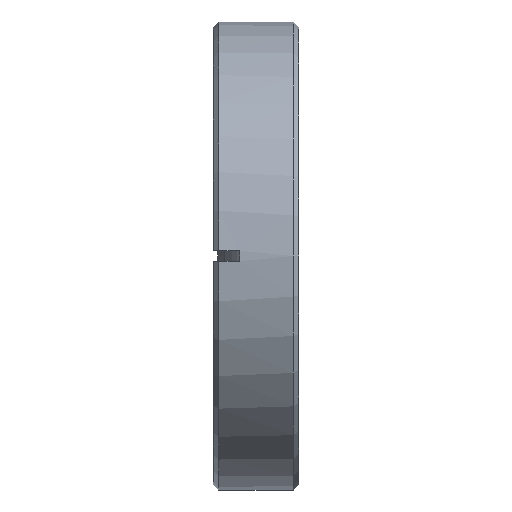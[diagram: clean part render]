
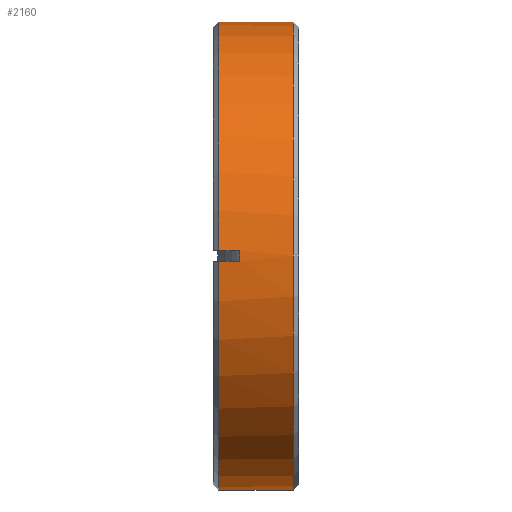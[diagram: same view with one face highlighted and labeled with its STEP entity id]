
A CAD part, left-side view. The second image highlights one B-rep face of the part: STEP entity #2160.
In plain terms, the highlighted cylindrical face has radius 34.925 mm (diameter 69.85 mm), a partial arc.
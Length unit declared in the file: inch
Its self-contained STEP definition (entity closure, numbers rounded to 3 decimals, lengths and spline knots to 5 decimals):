
#7 = VERTEX_POINT ( 'NONE', #500 ) ;
#49 = LINE ( 'NONE', #53, #1857 ) ;
#50 = CARTESIAN_POINT ( 'NONE',  ( 0., -0.68226, 0. ) ) ;
#51 = DIRECTION ( 'NONE',  ( 0., 1., 0. ) ) ;
#52 = DIRECTION ( 'NONE',  ( 0., 0., 1. ) ) ;
#53 = CARTESIAN_POINT ( 'NONE',  ( 0., 0., -1.375 ) ) ;
#54 = DIRECTION ( 'NONE',  ( 0., 1., 0. ) ) ;
#457 = EDGE_LOOP ( 'NONE', ( #2860, #2847, #2854, #2863, #2878, #2856, #2875, #2844 ) ) ;
#500 = CARTESIAN_POINT ( 'NONE',  ( 0., -1.12226, 1.375 ) ) ;
#508 = EDGE_CURVE ( 'NONE', #1388, #7, #1250, .T. ) ;
#509 = EDGE_CURVE ( 'NONE', #1385, #2428, #1257, .T. ) ;
#510 = EDGE_CURVE ( 'NONE', #1385, #2467, #887, .T. ) ;
#511 = EDGE_CURVE ( 'NONE', #1357, #2467, #1266, .T. ) ;
#512 = EDGE_CURVE ( 'NONE', #2496, #1357, #894, .T. ) ;
#547 = EDGE_CURVE ( 'NONE', #7, #2428, #2927, .T. ) ;
#882 = CARTESIAN_POINT ( 'NONE',  ( -1.37512, -0.80564, -0.01035 ) ) ;
#883 = CARTESIAN_POINT ( 'NONE',  ( 0., -1.12226, 0. ) ) ;
#884 = DIRECTION ( 'NONE',  ( 0., 1., 0. ) ) ;
#885 = DIRECTION ( 'NONE',  ( 0., 0., 1. ) ) ;
#886 = CARTESIAN_POINT ( 'NONE',  ( -1.37512, -0.80564, 0.01032 ) ) ;
#887 = LINE ( 'NONE', #891, #1261 ) ;
#888 = CARTESIAN_POINT ( 'NONE',  ( 0., -0.68226, 0. ) ) ;
#889 = DIRECTION ( 'NONE',  ( 0., 1., 0. ) ) ;
#890 = DIRECTION ( 'NONE',  ( 0., 0., 1. ) ) ;
#891 = CARTESIAN_POINT ( 'NONE',  ( -1.37465, 0., 0.031 ) ) ;
#892 = DIRECTION ( 'NONE',  ( 0., -1., 0. ) ) ;
#893 = CARTESIAN_POINT ( 'NONE',  ( -1.37465, -0.8056, -0.031 ) ) ;
#894 = LINE ( 'NONE', #896, #1260 ) ;
#895 = CARTESIAN_POINT ( 'NONE',  ( -1.37465, -0.8056, 0.031 ) ) ;
#896 = CARTESIAN_POINT ( 'NONE',  ( -1.37465, 0., -0.031 ) ) ;
#899 = DIRECTION ( 'NONE',  ( 0., -1., 0. ) ) ;
#1043 = CARTESIAN_POINT ( 'NONE',  ( -1.37465, -0.8056, -0.031 ) ) ;
#1060 = CARTESIAN_POINT ( 'NONE',  ( -1.37465, -0.68226, 0.031 ) ) ;
#1062 = CARTESIAN_POINT ( 'NONE',  ( 0., -1.12226, -1.375 ) ) ;
#1205 = CARTESIAN_POINT ( 'NONE',  ( 0., 0., 1.375 ) ) ;
#1206 = DIRECTION ( 'NONE',  ( 0., 1., 0. ) ) ;
#1239 = AXIS2_PLACEMENT_3D ( 'NONE', #883, #884, #885 ) ;
#1242 = AXIS2_PLACEMENT_3D ( 'NONE', #888, #889, #890 ) ;
#1250 = CIRCLE ( 'NONE', #1239, 1.375 ) ;
#1257 = CIRCLE ( 'NONE', #1242, 1.375 ) ;
#1260 = VECTOR ( 'NONE', #899, 39.37008 ) ;
#1261 = VECTOR ( 'NONE', #892, 39.37008 ) ;
#1266 = B_SPLINE_CURVE_WITH_KNOTS ( 'NONE', 3,
 ( #893, #882, #886, #895 ),
 .UNSPECIFIED., .F., .F.,
 ( 4, 4 ),
 ( 0.11481, 0.11638 ),
 .UNSPECIFIED. ) ;
#1357 = VERTEX_POINT ( 'NONE', #1043 ) ;
#1385 = VERTEX_POINT ( 'NONE', #1060 ) ;
#1388 = VERTEX_POINT ( 'NONE', #1062 ) ;
#1649 = DIRECTION ( 'NONE',  ( 0., 1., 0. ) ) ;
#1652 = FACE_OUTER_BOUND ( 'NONE', #457, .T. ) ;
#1653 = CARTESIAN_POINT ( 'NONE',  ( 0., 0., 0. ) ) ;
#1654 = CYLINDRICAL_SURFACE ( 'NONE', #1846, 1.375 ) ;
#1655 = DIRECTION ( 'NONE',  ( 0., 0., 1. ) ) ;
#1846 = AXIS2_PLACEMENT_3D ( 'NONE', #1653, #1649, #1655 ) ;
#1857 = VECTOR ( 'NONE', #54, 39.37008 ) ;
#1862 = CIRCLE ( 'NONE', #1864, 1.375 ) ;
#1864 = AXIS2_PLACEMENT_3D ( 'NONE', #50, #51, #52 ) ;
#1921 = VECTOR ( 'NONE', #1206, 39.37008 ) ;
#2160 = ADVANCED_FACE ( 'NONE', ( #1652 ), #1654, .T. ) ;
#2173 = EDGE_CURVE ( 'NONE', #2480, #2496, #1862, .T. ) ;
#2174 = EDGE_CURVE ( 'NONE', #1388, #2480, #49, .T. ) ;
#2316 = CARTESIAN_POINT ( 'NONE',  ( 0., -0.68226, 1.375 ) ) ;
#2346 = CARTESIAN_POINT ( 'NONE',  ( -1.37465, -0.8056, 0.031 ) ) ;
#2348 = CARTESIAN_POINT ( 'NONE',  ( 0., -0.68226, -1.375 ) ) ;
#2361 = CARTESIAN_POINT ( 'NONE',  ( -1.37465, -0.68226, -0.031 ) ) ;
#2428 = VERTEX_POINT ( 'NONE', #2316 ) ;
#2467 = VERTEX_POINT ( 'NONE', #2346 ) ;
#2480 = VERTEX_POINT ( 'NONE', #2348 ) ;
#2496 = VERTEX_POINT ( 'NONE', #2361 ) ;
#2844 = ORIENTED_EDGE ( 'NONE', *, *, #2173, .F. ) ;
#2847 = ORIENTED_EDGE ( 'NONE', *, *, #508, .T. ) ;
#2854 = ORIENTED_EDGE ( 'NONE', *, *, #547, .T. ) ;
#2856 = ORIENTED_EDGE ( 'NONE', *, *, #511, .F. ) ;
#2860 = ORIENTED_EDGE ( 'NONE', *, *, #2174, .F. ) ;
#2863 = ORIENTED_EDGE ( 'NONE', *, *, #509, .F. ) ;
#2875 = ORIENTED_EDGE ( 'NONE', *, *, #512, .F. ) ;
#2878 = ORIENTED_EDGE ( 'NONE', *, *, #510, .T. ) ;
#2927 = LINE ( 'NONE', #1205, #1921 ) ;
